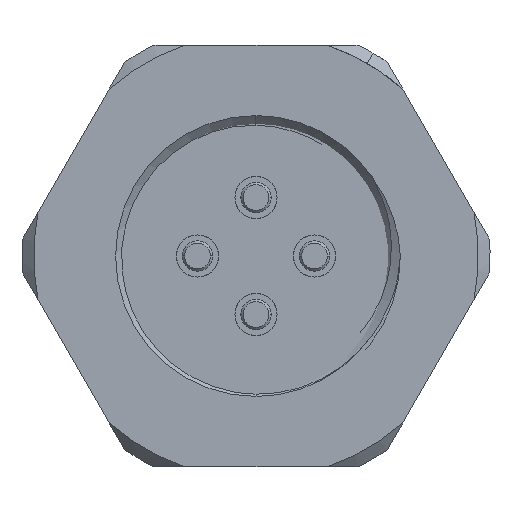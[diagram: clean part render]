
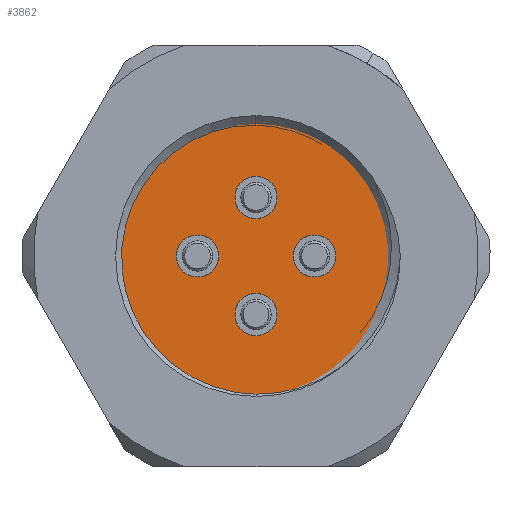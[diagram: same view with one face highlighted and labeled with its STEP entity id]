
A CAD part, left-side view. The second image highlights one B-rep face of the part: STEP entity #3862.
In plain terms, the highlighted planar face has unit normal (-1, 0, 0).
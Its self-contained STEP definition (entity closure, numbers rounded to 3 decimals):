
#305 = CARTESIAN_POINT ( 'NONE',  ( -12.644, -6., 0. ) ) ;
#490 = CARTESIAN_POINT ( 'NONE',  ( -12.644, -1.768, 1.768 ) ) ;
#597 = DIRECTION ( 'NONE',  ( -1., 0., 0. ) ) ;
#598 = CARTESIAN_POINT ( 'NONE',  ( -12.644, -1.768, -1.768 ) ) ;
#685 = CARTESIAN_POINT ( 'NONE',  ( -12.644, 0.868, 1.768 ) ) ;
#845 = AXIS2_PLACEMENT_3D ( 'NONE', #4242, #6867, #7983 ) ;
#900 = AXIS2_PLACEMENT_3D ( 'NONE', #598, #10958, #6112 ) ;
#929 = EDGE_CURVE ( 'NONE', #8399, #3114, #8142, .T. ) ;
#1434 = AXIS2_PLACEMENT_3D ( 'NONE', #9084, #2528, #5526 ) ;
#1586 = CARTESIAN_POINT ( 'NONE',  ( -12.644, 21.737, -6. ) ) ;
#1592 = DIRECTION ( 'NONE',  ( 0., 0., -1. ) ) ;
#1655 = DIRECTION ( 'NONE',  ( 0., 0., -1. ) ) ;
#1687 = CARTESIAN_POINT ( 'NONE',  ( -12.644, 6., 0. ) ) ;
#1727 = AXIS2_PLACEMENT_3D ( 'NONE', #6821, #6642, #6765 ) ;
#1904 = EDGE_CURVE ( 'NONE', #11800, #6065, #4387, .T. ) ;
#2004 = ORIENTED_EDGE ( 'NONE', *, *, #1904, .F. ) ;
#2189 = EDGE_CURVE ( 'NONE', #8127, #8118, #4592, .T. ) ;
#2413 = AXIS2_PLACEMENT_3D ( 'NONE', #1586, #2635, #9920 ) ;
#2453 = FACE_OUTER_BOUND ( 'NONE', #7722, .T. ) ;
#2459 = AXIS2_PLACEMENT_3D ( 'NONE', #11018, #6175, #1592 ) ;
#2528 = DIRECTION ( 'NONE',  ( -1., 0., 0. ) ) ;
#2635 = DIRECTION ( 'NONE',  ( 1., 0., 0. ) ) ;
#2695 = FACE_BOUND ( 'NONE', #9091, .T. ) ;
#2830 = CARTESIAN_POINT ( 'NONE',  ( -12.644, 0.868, -1.768 ) ) ;
#3114 = VERTEX_POINT ( 'NONE', #1687 ) ;
#3253 = DIRECTION ( 'NONE',  ( -1., 0., 0. ) ) ;
#3277 = EDGE_LOOP ( 'NONE', ( #9668, #9428 ) ) ;
#3366 = FACE_BOUND ( 'NONE', #3277, .T. ) ;
#3402 = DIRECTION ( 'NONE',  ( -1., 0., 0. ) ) ;
#3428 = FACE_BOUND ( 'NONE', #4320, .T. ) ;
#3430 = EDGE_CURVE ( 'NONE', #9798, #9313, #11643, .T. ) ;
#3491 = CARTESIAN_POINT ( 'NONE',  ( -12.644, 0., 0. ) ) ;
#3563 = CIRCLE ( 'NONE', #10408, 0.9 ) ;
#3697 = EDGE_CURVE ( 'NONE', #5427, #8428, #7701, .T. ) ;
#3844 = CIRCLE ( 'NONE', #10679, 0.9 ) ;
#3862 = ADVANCED_FACE ( 'NONE', ( #2453, #3428, #2695, #7153, #3366 ), #6169, .F. ) ;
#3867 = DIRECTION ( 'NONE',  ( -1., 0., 0. ) ) ;
#3951 = ORIENTED_EDGE ( 'NONE', *, *, #3697, .F. ) ;
#4242 = CARTESIAN_POINT ( 'NONE',  ( -12.644, -1.768, -1.768 ) ) ;
#4320 = EDGE_LOOP ( 'NONE', ( #2004, #8448 ) ) ;
#4387 = CIRCLE ( 'NONE', #7913, 0.9 ) ;
#4440 = CARTESIAN_POINT ( 'NONE',  ( -12.644, -1.768, 1.768 ) ) ;
#4592 = CIRCLE ( 'NONE', #12027, 0.9 ) ;
#4691 = ORIENTED_EDGE ( 'NONE', *, *, #929, .T. ) ;
#4698 = EDGE_CURVE ( 'NONE', #3114, #8399, #4952, .T. ) ;
#4892 = CARTESIAN_POINT ( 'NONE',  ( -12.644, 1.768, 1.768 ) ) ;
#4952 = CIRCLE ( 'NONE', #8889, 6. ) ;
#5080 = CARTESIAN_POINT ( 'NONE',  ( -12.644, 2.668, -1.768 ) ) ;
#5349 = CARTESIAN_POINT ( 'NONE',  ( -12.644, 1.768, -1.768 ) ) ;
#5427 = VERTEX_POINT ( 'NONE', #2830 ) ;
#5526 = DIRECTION ( 'NONE',  ( 0., 0., -1. ) ) ;
#5974 = CARTESIAN_POINT ( 'NONE',  ( -12.644, -2.668, 1.768 ) ) ;
#6009 = DIRECTION ( 'NONE',  ( 0., 0., -1. ) ) ;
#6065 = VERTEX_POINT ( 'NONE', #9005 ) ;
#6112 = DIRECTION ( 'NONE',  ( 0., 0., -1. ) ) ;
#6169 = PLANE ( 'NONE',  #2413 ) ;
#6175 = DIRECTION ( 'NONE',  ( -1., 0., 0. ) ) ;
#6445 = EDGE_CURVE ( 'NONE', #6065, #11800, #3563, .T. ) ;
#6455 = ORIENTED_EDGE ( 'NONE', *, *, #3430, .F. ) ;
#6642 = DIRECTION ( 'NONE',  ( -1., 0., 0. ) ) ;
#6765 = DIRECTION ( 'NONE',  ( 0., 0., -1. ) ) ;
#6821 = CARTESIAN_POINT ( 'NONE',  ( -12.644, 1.768, 1.768 ) ) ;
#6867 = DIRECTION ( 'NONE',  ( -1., 0., 0. ) ) ;
#7153 = FACE_BOUND ( 'NONE', #8729, .T. ) ;
#7173 = CARTESIAN_POINT ( 'NONE',  ( -12.644, 2.668, 1.768 ) ) ;
#7507 = ORIENTED_EDGE ( 'NONE', *, *, #11873, .F. ) ;
#7701 = CIRCLE ( 'NONE', #1434, 0.9 ) ;
#7722 = EDGE_LOOP ( 'NONE', ( #10009, #4691 ) ) ;
#7913 = AXIS2_PLACEMENT_3D ( 'NONE', #490, #3253, #6009 ) ;
#7983 = DIRECTION ( 'NONE',  ( 0., 0., -1. ) ) ;
#8118 = VERTEX_POINT ( 'NONE', #7173 ) ;
#8127 = VERTEX_POINT ( 'NONE', #685 ) ;
#8142 = CIRCLE ( 'NONE', #2459, 6. ) ;
#8399 = VERTEX_POINT ( 'NONE', #305 ) ;
#8428 = VERTEX_POINT ( 'NONE', #5080 ) ;
#8448 = ORIENTED_EDGE ( 'NONE', *, *, #6445, .F. ) ;
#8532 = CARTESIAN_POINT ( 'NONE',  ( -12.644, -0.868, -1.768 ) ) ;
#8729 = EDGE_LOOP ( 'NONE', ( #3951, #7507 ) ) ;
#8889 = AXIS2_PLACEMENT_3D ( 'NONE', #3491, #597, #1655 ) ;
#8920 = DIRECTION ( 'NONE',  ( 0., 0., -1. ) ) ;
#9005 = CARTESIAN_POINT ( 'NONE',  ( -12.644, -0.868, 1.768 ) ) ;
#9084 = CARTESIAN_POINT ( 'NONE',  ( -12.644, 1.768, -1.768 ) ) ;
#9091 = EDGE_LOOP ( 'NONE', ( #10630, #6455 ) ) ;
#9232 = DIRECTION ( 'NONE',  ( 0., 0., -1. ) ) ;
#9313 = VERTEX_POINT ( 'NONE', #10319 ) ;
#9337 = EDGE_CURVE ( 'NONE', #8118, #8127, #10911, .T. ) ;
#9428 = ORIENTED_EDGE ( 'NONE', *, *, #9337, .F. ) ;
#9668 = ORIENTED_EDGE ( 'NONE', *, *, #2189, .F. ) ;
#9710 = CIRCLE ( 'NONE', #900, 0.9 ) ;
#9798 = VERTEX_POINT ( 'NONE', #8532 ) ;
#9920 = DIRECTION ( 'NONE',  ( 0., 0., -1. ) ) ;
#10009 = ORIENTED_EDGE ( 'NONE', *, *, #4698, .T. ) ;
#10319 = CARTESIAN_POINT ( 'NONE',  ( -12.644, -2.668, -1.768 ) ) ;
#10408 = AXIS2_PLACEMENT_3D ( 'NONE', #4440, #3402, #9232 ) ;
#10630 = ORIENTED_EDGE ( 'NONE', *, *, #10787, .F. ) ;
#10679 = AXIS2_PLACEMENT_3D ( 'NONE', #5349, #11905, #8920 ) ;
#10787 = EDGE_CURVE ( 'NONE', #9313, #9798, #9710, .T. ) ;
#10911 = CIRCLE ( 'NONE', #1727, 0.9 ) ;
#10958 = DIRECTION ( 'NONE',  ( -1., 0., 0. ) ) ;
#11018 = CARTESIAN_POINT ( 'NONE',  ( -12.644, 0., 0. ) ) ;
#11204 = DIRECTION ( 'NONE',  ( 0., 0., -1. ) ) ;
#11643 = CIRCLE ( 'NONE', #845, 0.9 ) ;
#11800 = VERTEX_POINT ( 'NONE', #5974 ) ;
#11873 = EDGE_CURVE ( 'NONE', #8428, #5427, #3844, .T. ) ;
#11905 = DIRECTION ( 'NONE',  ( -1., 0., 0. ) ) ;
#12027 = AXIS2_PLACEMENT_3D ( 'NONE', #4892, #3867, #11204 ) ;
